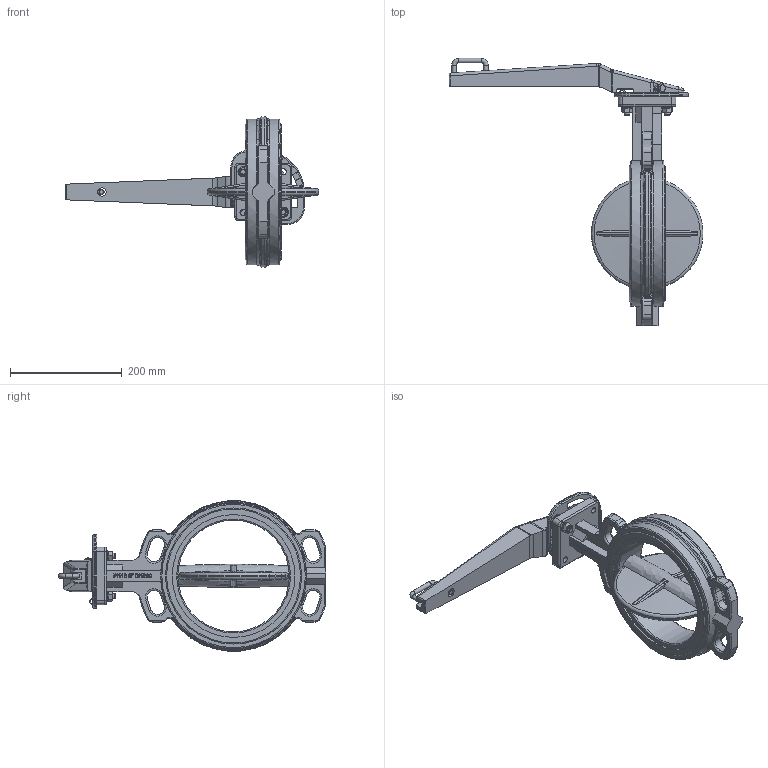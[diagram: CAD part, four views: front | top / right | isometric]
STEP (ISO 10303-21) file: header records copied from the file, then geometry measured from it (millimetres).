
FILE_DESCRIPTION((''),'2;1');
FILE_NAME('WA105340E200.stp','2012-05-11T02:27:39',('RL'),(''),'Autodesk Inventor 2012','Autodesk Inventor 2012','');
FILE_SCHEMA(('AUTOMOTIVE_DESIGN { 1 0 10303 214 1 1 1 1 }'));
Length unit declared in the file: millimetre
Products named in the file (1): WA105340E200
Bounding box: 455 x 479 x 268.98 mm (x, y, z)
Volume: 3050267.8 mm3; surface area: 482959.7 mm2
Topology: 13 solids, 13 shells, 912 faces, 2344 edges, 1487 vertices
Faces by surface type: plane 362, cylinder 216, bspline 187, torus 103, cone 44
Full cylindrical faces by diameter (mm): 6.647 x2, 7.323 x1, 8 x5, 8.376 x2, 10 x2, 11 x6, 11.4 x1, 14.63 x2, 15 x1, 36 x2, 48 x1, 52.5 x1, 200 x1, 220 x2, 244 x2, 261 x2
Entity records: 31304 total; most frequent: CARTESIAN_POINT 10318, ORIENTED_EDGE 4486, DIRECTION 3974, EDGE_CURVE 2243, AXIS2_PLACEMENT_3D 1466, VERTEX_POINT 1460, EDGE_LOOP 1083, VECTOR 1042
